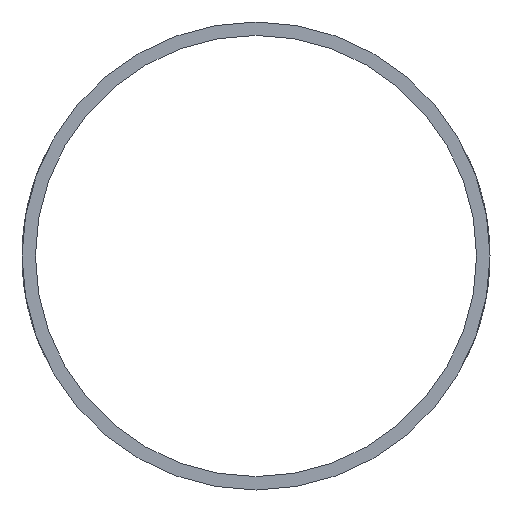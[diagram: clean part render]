
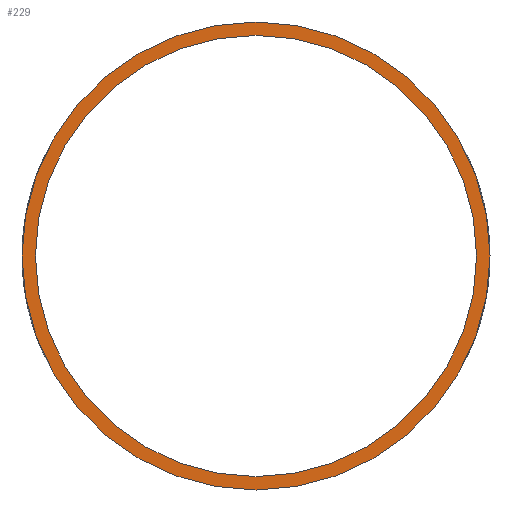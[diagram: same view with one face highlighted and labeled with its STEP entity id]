
A CAD part, front view. The second image highlights one B-rep face of the part: STEP entity #229.
In plain terms, the highlighted planar face has unit normal (0, -1, 0).
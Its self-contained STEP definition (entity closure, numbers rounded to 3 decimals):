
#19 = AXIS2_PLACEMENT_3D ( 'NONE', #99, #278, #510 ) ;
#26 = ORIENTED_EDGE ( 'NONE', *, *, #488, .T. ) ;
#36 = EDGE_LOOP ( 'NONE', ( #130, #324 ) ) ;
#41 = VERTEX_POINT ( 'NONE', #651 ) ;
#45 = AXIS2_PLACEMENT_3D ( 'NONE', #274, #508, #100 ) ;
#57 = DIRECTION ( 'NONE',  ( 0., 1., 0. ) ) ;
#99 = CARTESIAN_POINT ( 'NONE',  ( 0., 0., 0. ) ) ;
#100 = DIRECTION ( 'NONE',  ( 0., 0., 1. ) ) ;
#102 = CARTESIAN_POINT ( 'NONE',  ( 0., 0., 16.46 ) ) ;
#104 = DIRECTION ( 'NONE',  ( 0., 1., 0. ) ) ;
#105 = AXIS2_PLACEMENT_3D ( 'NONE', #489, #412, #576 ) ;
#109 = DIRECTION ( 'NONE',  ( 0., 0., 1. ) ) ;
#119 = DIRECTION ( 'NONE',  ( 0., 0., 1. ) ) ;
#129 = EDGE_CURVE ( 'NONE', #316, #41, #294, .T. ) ;
#130 = ORIENTED_EDGE ( 'NONE', *, *, #129, .F. ) ;
#204 = ORIENTED_EDGE ( 'NONE', *, *, #423, .T. ) ;
#217 = CIRCLE ( 'NONE', #45, 16.46 ) ;
#229 = ADVANCED_FACE ( 'NONE', ( #240, #677 ), #520, .F. ) ;
#240 = FACE_OUTER_BOUND ( 'NONE', #36, .T. ) ;
#268 = CARTESIAN_POINT ( 'NONE',  ( 0., 0., -17.46 ) ) ;
#274 = CARTESIAN_POINT ( 'NONE',  ( 0., 0., 0. ) ) ;
#278 = DIRECTION ( 'NONE',  ( 0., 1., 0. ) ) ;
#284 = EDGE_LOOP ( 'NONE', ( #204, #26 ) ) ;
#294 = CIRCLE ( 'NONE', #673, 17.46 ) ;
#315 = CARTESIAN_POINT ( 'NONE',  ( 0., 0., -16.46 ) ) ;
#316 = VERTEX_POINT ( 'NONE', #268 ) ;
#324 = ORIENTED_EDGE ( 'NONE', *, *, #461, .F. ) ;
#378 = VERTEX_POINT ( 'NONE', #315 ) ;
#402 = CARTESIAN_POINT ( 'NONE',  ( 0., 0., 0. ) ) ;
#412 = DIRECTION ( 'NONE',  ( 0., 1., 0. ) ) ;
#423 = EDGE_CURVE ( 'NONE', #378, #442, #217, .T. ) ;
#442 = VERTEX_POINT ( 'NONE', #102 ) ;
#461 = EDGE_CURVE ( 'NONE', #41, #316, #648, .T. ) ;
#488 = EDGE_CURVE ( 'NONE', #442, #378, #699, .T. ) ;
#489 = CARTESIAN_POINT ( 'NONE',  ( 0., 0., 0. ) ) ;
#508 = DIRECTION ( 'NONE',  ( 0., 1., 0. ) ) ;
#510 = DIRECTION ( 'NONE',  ( 0., 0., 1. ) ) ;
#520 = PLANE ( 'NONE',  #615 ) ;
#576 = DIRECTION ( 'NONE',  ( 0., 0., 1. ) ) ;
#612 = CARTESIAN_POINT ( 'NONE',  ( 0., 0., 0. ) ) ;
#615 = AXIS2_PLACEMENT_3D ( 'NONE', #612, #104, #109 ) ;
#648 = CIRCLE ( 'NONE', #105, 17.46 ) ;
#651 = CARTESIAN_POINT ( 'NONE',  ( 0., 0., 17.46 ) ) ;
#673 = AXIS2_PLACEMENT_3D ( 'NONE', #402, #57, #119 ) ;
#677 = FACE_BOUND ( 'NONE', #284, .T. ) ;
#699 = CIRCLE ( 'NONE', #19, 16.46 ) ;
